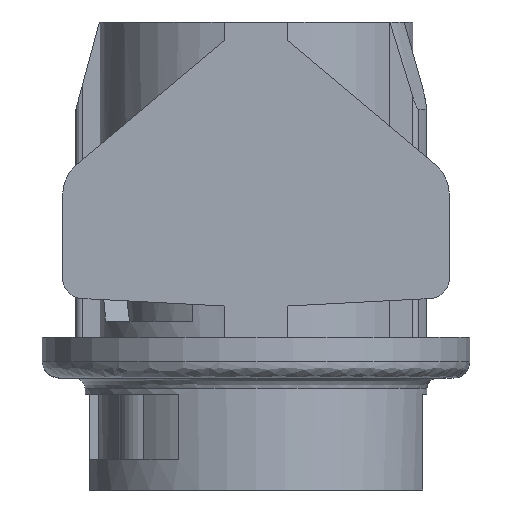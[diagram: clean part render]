
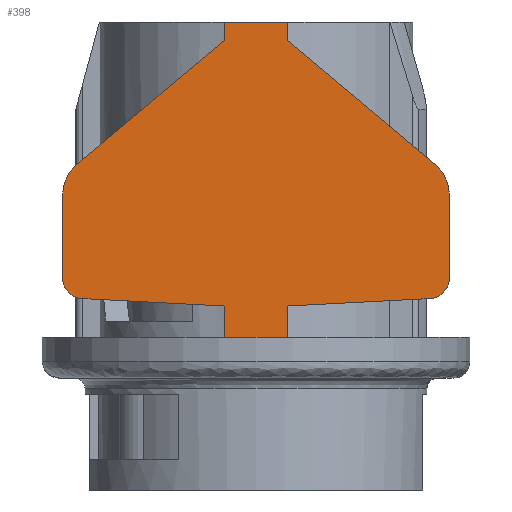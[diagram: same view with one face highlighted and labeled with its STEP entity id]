
A CAD part, front view. The second image highlights one B-rep face of the part: STEP entity #398.
In plain terms, the highlighted planar face has unit normal (0, -1, 0).
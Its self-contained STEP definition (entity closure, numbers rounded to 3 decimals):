
#398=ADVANCED_FACE('12-0-14',(#904),#669,.T.);
#669=PLANE('',#5879);
#904=FACE_OUTER_BOUND('',#1184,.T.);
#1184=EDGE_LOOP('',(#2877,#2878,#2879,#2880,#2881,#2882,#2883,#2884,#2885,
#2886,#2887,#2888,#2889,#2890,#2891,#2892));
#1527=LINE('',#7944,#2044);
#1534=LINE('',#7962,#2051);
#1561=LINE('',#8070,#2078);
#1591=LINE('',#8234,#2108);
#1593=LINE('',#8240,#2110);
#1596=LINE('',#8248,#2113);
#1598=LINE('',#8252,#2115);
#1600=LINE('',#8255,#2117);
#1601=LINE('',#8257,#2118);
#1602=LINE('',#8260,#2119);
#1603=LINE('',#8261,#2120);
#1604=LINE('',#8262,#2121);
#2044=VECTOR('',#6432,1.);
#2051=VECTOR('',#6449,1.);
#2078=VECTOR('',#6544,1.);
#2108=VECTOR('',#6648,1.);
#2110=VECTOR('',#6656,1.);
#2113=VECTOR('',#6665,1.);
#2115=VECTOR('',#6669,1.);
#2117=VECTOR('',#6671,1.);
#2118=VECTOR('',#6674,1.);
#2119=VECTOR('',#6675,1.);
#2120=VECTOR('',#6676,1.);
#2121=VECTOR('',#6677,1.);
#2877=ORIENTED_EDGE('',*,*,#4965,.T.);
#2878=ORIENTED_EDGE('',*,*,#4966,.F.);
#2879=ORIENTED_EDGE('',*,*,#4962,.T.);
#2880=ORIENTED_EDGE('',*,*,#4953,.F.);
#2881=ORIENTED_EDGE('',*,*,#4954,.F.);
#2882=ORIENTED_EDGE('',*,*,#4956,.F.);
#2883=ORIENTED_EDGE('',*,*,#4958,.F.);
#2884=ORIENTED_EDGE('',*,*,#4960,.F.);
#2885=ORIENTED_EDGE('',*,*,#4964,.T.);
#2886=ORIENTED_EDGE('',*,*,#4896,.F.);
#2887=ORIENTED_EDGE('',*,*,#4967,.T.);
#2888=ORIENTED_EDGE('',*,*,#4845,.F.);
#2889=ORIENTED_EDGE('',*,*,#4832,.F.);
#2890=ORIENTED_EDGE('',*,*,#4836,.F.);
#2891=ORIENTED_EDGE('',*,*,#4839,.F.);
#2892=ORIENTED_EDGE('',*,*,#4968,.F.);
#4245=VERTEX_POINT('',#7936);
#4246=VERTEX_POINT('',#7937);
#4249=VERTEX_POINT('',#7945);
#4251=VERTEX_POINT('',#7951);
#4255=VERTEX_POINT('',#7963);
#4295=VERTEX_POINT('',#8069);
#4296=VERTEX_POINT('',#8071);
#4332=VERTEX_POINT('',#8231);
#4333=VERTEX_POINT('',#8233);
#4334=VERTEX_POINT('',#8237);
#4335=VERTEX_POINT('',#8241);
#4336=VERTEX_POINT('',#8245);
#4337=VERTEX_POINT('',#8249);
#4338=VERTEX_POINT('',#8253);
#4339=VERTEX_POINT('',#8258);
#4340=VERTEX_POINT('',#8259);
#4832=EDGE_CURVE('',#4245,#4246,#5567,.T.);
#4836=EDGE_CURVE('',#4249,#4245,#1527,.T.);
#4839=EDGE_CURVE('',#4251,#4249,#5569,.T.);
#4845=EDGE_CURVE('',#4246,#4255,#1534,.T.);
#4896=EDGE_CURVE('',#4295,#4296,#1561,.T.);
#4953=EDGE_CURVE('',#4333,#4332,#1591,.T.);
#4954=EDGE_CURVE('',#4334,#4333,#5608,.T.);
#4956=EDGE_CURVE('',#4335,#4334,#1593,.T.);
#4958=EDGE_CURVE('',#4336,#4335,#5609,.T.);
#4960=EDGE_CURVE('',#4337,#4336,#1596,.T.);
#4962=EDGE_CURVE('',#4338,#4332,#1598,.T.);
#4964=EDGE_CURVE('',#4337,#4296,#1600,.T.);
#4965=EDGE_CURVE('',#4339,#4340,#1601,.T.);
#4966=EDGE_CURVE('',#4338,#4340,#1602,.T.);
#4967=EDGE_CURVE('',#4295,#4255,#1603,.T.);
#4968=EDGE_CURVE('',#4339,#4251,#1604,.T.);
#5567=CIRCLE('',#5792,2.);
#5569=CIRCLE('',#5796,1.);
#5608=CIRCLE('',#5872,1.);
#5609=CIRCLE('',#5875,2.);
#5792=AXIS2_PLACEMENT_3D('',#7935,#6424,#6425);
#5796=AXIS2_PLACEMENT_3D('',#7950,#6437,#6438);
#5872=AXIS2_PLACEMENT_3D('',#8236,#6651,#6652);
#5875=AXIS2_PLACEMENT_3D('',#8244,#6660,#6661);
#5879=AXIS2_PLACEMENT_3D('',#8263,#6678,#6679);
#6424=DIRECTION('',(0.,1.,0.));
#6425=DIRECTION('',(-1.,0.,0.));
#6432=DIRECTION('',(0.,0.,1.));
#6437=DIRECTION('',(0.,1.,0.));
#6438=DIRECTION('',(-0.052,0.,-0.999));
#6449=DIRECTION('',(0.766,0.,0.643));
#6544=DIRECTION('',(1.,0.,0.));
#6648=DIRECTION('',(-0.999,0.,-0.052));
#6651=DIRECTION('',(0.,1.,0.));
#6652=DIRECTION('',(1.,0.,0.));
#6656=DIRECTION('',(0.,0.,-1.));
#6660=DIRECTION('',(0.,1.,0.));
#6661=DIRECTION('',(0.643,0.,0.766));
#6665=DIRECTION('',(0.766,0.,-0.643));
#6669=DIRECTION('',(0.,0.,1.));
#6671=DIRECTION('',(0.,0.,1.));
#6674=DIRECTION('',(0.,0.,-1.));
#6675=DIRECTION('',(-1.,0.,0.));
#6676=DIRECTION('',(0.,0.,-1.));
#6677=DIRECTION('',(-0.999,0.,0.052));
#6678=DIRECTION('',(0.,-1.,0.));
#6679=DIRECTION('',(0.,0.,1.));
#7935=CARTESIAN_POINT('',(-7.5,-8.85,2.997));
#7936=CARTESIAN_POINT('',(-9.5,-8.85,2.997));
#7937=CARTESIAN_POINT('',(-8.786,-8.85,4.529));
#7944=CARTESIAN_POINT('',(-9.5,-8.85,-1.092));
#7945=CARTESIAN_POINT('',(-9.5,-8.85,-1.092));
#7950=CARTESIAN_POINT('',(-8.5,-8.85,-1.092));
#7951=CARTESIAN_POINT('',(-8.552,-8.85,-2.091));
#7962=CARTESIAN_POINT('',(-8.786,-8.85,4.529));
#7963=CARTESIAN_POINT('',(-1.55,-8.85,10.6));
#8069=CARTESIAN_POINT('',(-1.55,-8.85,11.5));
#8070=CARTESIAN_POINT('',(-1.55,-8.85,11.5));
#8071=CARTESIAN_POINT('',(1.55,-8.85,11.5));
#8231=CARTESIAN_POINT('',(1.55,-8.85,-2.458));
#8233=CARTESIAN_POINT('',(8.552,-8.85,-2.091));
#8234=CARTESIAN_POINT('',(8.552,-8.85,-2.091));
#8236=CARTESIAN_POINT('',(8.5,-8.85,-1.092));
#8237=CARTESIAN_POINT('',(9.5,-8.85,-1.092));
#8240=CARTESIAN_POINT('',(9.5,-8.85,2.997));
#8241=CARTESIAN_POINT('',(9.5,-8.85,2.997));
#8244=CARTESIAN_POINT('',(7.5,-8.85,2.997));
#8245=CARTESIAN_POINT('',(8.786,-8.85,4.529));
#8248=CARTESIAN_POINT('',(1.55,-8.85,10.6));
#8249=CARTESIAN_POINT('',(1.55,-8.85,10.6));
#8252=CARTESIAN_POINT('',(1.55,-8.85,-4.));
#8253=CARTESIAN_POINT('',(1.55,-8.85,-4.));
#8255=CARTESIAN_POINT('',(1.55,-8.85,10.6));
#8257=CARTESIAN_POINT('',(-1.55,-8.85,-2.458));
#8258=CARTESIAN_POINT('',(-1.55,-8.85,-2.458));
#8259=CARTESIAN_POINT('',(-1.55,-8.85,-4.));
#8260=CARTESIAN_POINT('',(1.55,-8.85,-4.));
#8261=CARTESIAN_POINT('',(-1.55,-8.85,11.5));
#8262=CARTESIAN_POINT('',(-1.55,-8.85,-2.458));
#8263=CARTESIAN_POINT('',(10.55,-8.85,-4.1));
